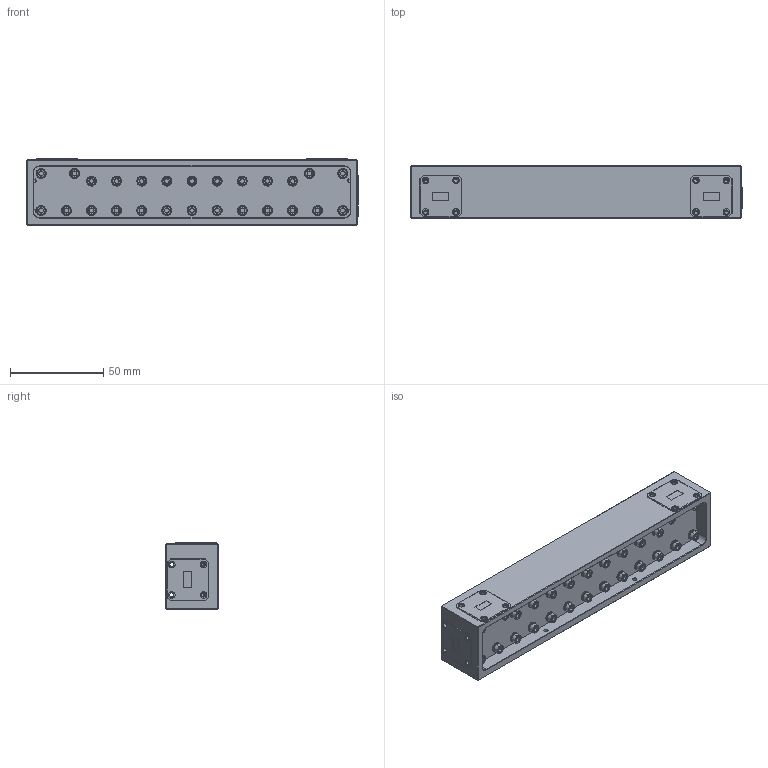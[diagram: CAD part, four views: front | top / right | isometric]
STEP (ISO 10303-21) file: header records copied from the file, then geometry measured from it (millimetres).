
FILE_DESCRIPTION (( 'STEP AP203' ), '1' );
FILE_NAME ('WD-BB-3-A.STEP', '2025-01-07T22:49:13', ( '' ), ( '' ), 'SwSTEP 2.0', 'SolidWorks 2021', '' );
FILE_SCHEMA (( 'CONFIG_CONTROL_DESIGN' ));
Length unit declared in the file: inch
Products named in the file (1): WD-BB-3-A
Bounding box: 177.8 x 27.94 x 35.56 mm (x, y, z)
Volume: 107608.9 mm3; surface area: 33859.7 mm2
Topology: 53 solids, 53 shells, 1136 faces, 2328 edges, 1376 vertices
Faces by surface type: plane 538, cone 310, cylinder 288
Entity records: 30213 total; most frequent: CARTESIAN_POINT 6061, DIRECTION 5276, ORIENTED_EDGE 4624, EDGE_CURVE 2312, AXIS2_PLACEMENT_3D 2023, VERTEX_POINT 1376, EDGE_LOOP 1270, VECTOR 1230
